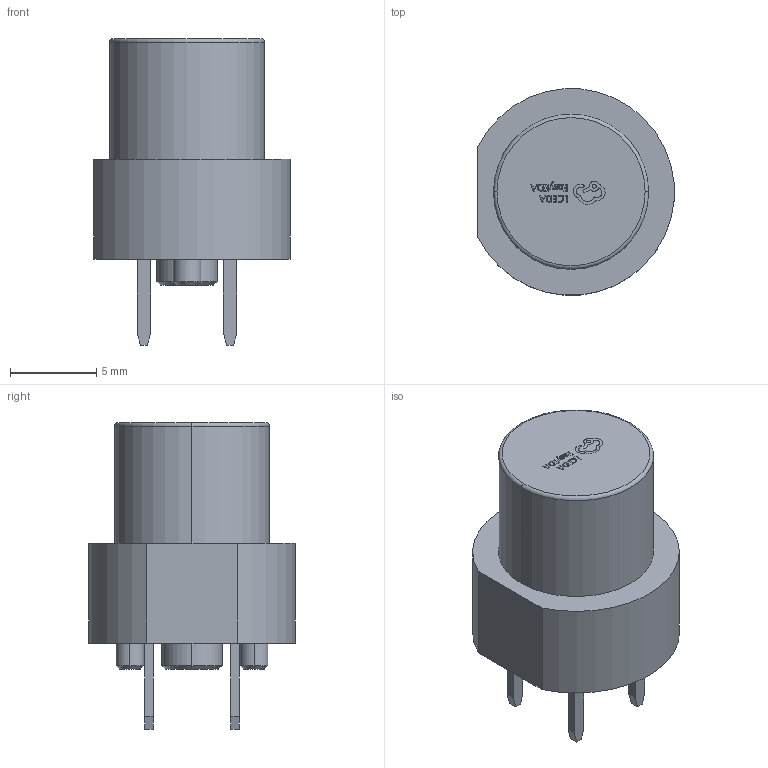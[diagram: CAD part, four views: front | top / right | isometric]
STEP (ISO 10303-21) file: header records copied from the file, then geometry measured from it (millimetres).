
FILE_DESCRIPTION (( 'STEP AP214' ), '1' );
FILE_NAME ('SW-TH_D6R90F1LFS.step', '2022-07-26T16:38:18', ( '' ), ( '' ), 'SwSTEP 2.0', 'SolidWorks 2020', '' );
FILE_SCHEMA (( 'AUTOMOTIVE_DESIGN' ));
Length unit declared in the file: millimetre
Products named in the file (1): SW-TH_D6R90F1LFS
Bounding box: 11.38 x 11.96 x 17.8 mm (x, y, z)
Volume: 1118 mm3; surface area: 717.3 mm2
Topology: 14 solids, 14 shells, 346 faces, 898 edges, 596 vertices
Faces by surface type: plane 215, bspline 112, cylinder 11, cone 6, torus 2
Entity records: 15036 total; most frequent: CARTESIAN_POINT 3945, ORIENTED_EDGE 1796, DIRECTION 1172, EDGE_CURVE 898, VECTOR 638, LINE 638, VERTEX_POINT 596, EDGE_LOOP 374
